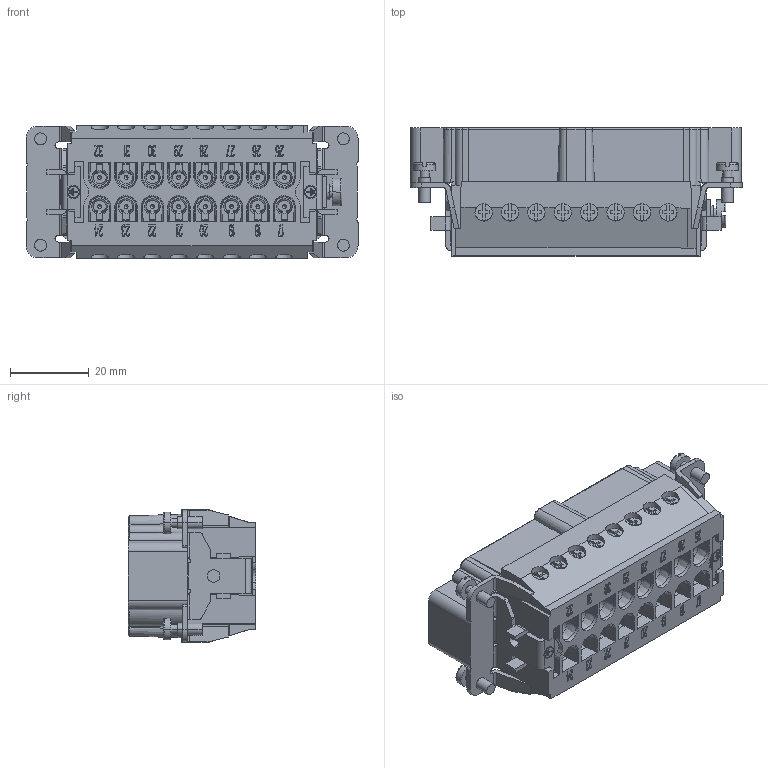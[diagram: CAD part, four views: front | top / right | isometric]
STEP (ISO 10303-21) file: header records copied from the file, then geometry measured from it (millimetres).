
FILE_DESCRIPTION((''),'2;1');
FILE_NAME('HE-016-M-V20','2017-07-26T',('tl.yang'),(''),'PRO/ENGINEER BY PARAMETRIC TECHNOLOGY CORPORATION, 2011500','PRO/ENGINEER BY PARAMETRIC TECHNOLOGY CORPORATION, 2011500','');
FILE_SCHEMA(('CONFIG_CONTROL_DESIGN'));
Products named in the file (1): HE-016-M-V20
Bounding box: 84.3 x 32.5 x 33.7 mm (x, y, z)
Volume: 42809.6 mm3; surface area: 23598.5 mm2
Topology: 1 solids, 2 shells, 4017 faces, 11550 edges, 7584 vertices
Faces by surface type: plane 3018, cylinder 387, bspline 276, cone 144, extrusion 96, torus 64, sphere 32
Entity records: 142601 total; most frequent: CARTESIAN_POINT 39873, ORIENTED_EDGE 22972, DIRECTION 18697, EDGE_CURVE 11486, VECTOR 9313, LINE 9217, VERTEX_POINT 7584, AXIS2_PLACEMENT_3D 4692
